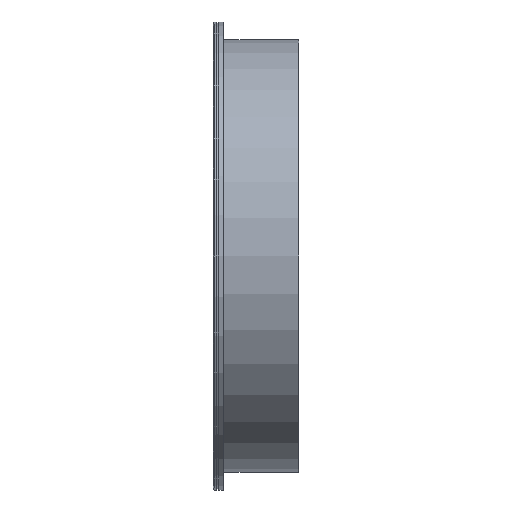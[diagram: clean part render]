
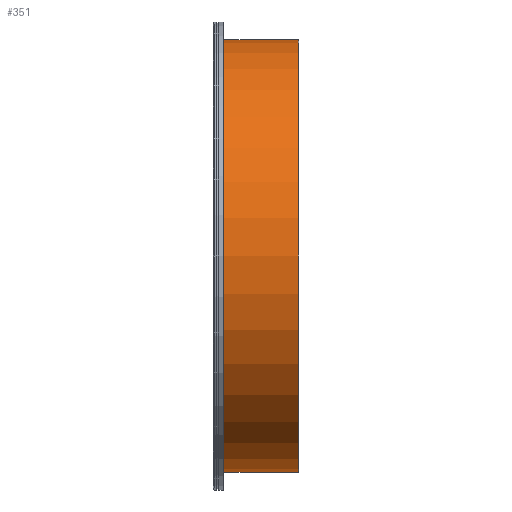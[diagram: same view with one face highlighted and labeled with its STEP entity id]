
A CAD part, front view. The second image highlights one B-rep face of the part: STEP entity #351.
In plain terms, the highlighted cylindrical face has radius 254 mm (diameter 508 mm), a full revolution.
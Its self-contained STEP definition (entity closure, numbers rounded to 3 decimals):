
#29=LINE('',#607,#38);
#38=VECTOR('',#471,254.);
#47=CYLINDRICAL_SURFACE('',#396,254.);
#55=FACE_OUTER_BOUND('',#74,.T.);
#74=EDGE_LOOP('',(#245,#246,#247,#248,#249,#250,#251,#252));
#98=CIRCLE('',#390,254.);
#99=CIRCLE('',#391,254.);
#103=CIRCLE('',#395,254.);
#104=CIRCLE('',#397,254.);
#105=CIRCLE('',#398,254.);
#106=CIRCLE('',#399,254.);
#143=VERTEX_POINT('',#594);
#144=VERTEX_POINT('',#595);
#145=VERTEX_POINT('',#597);
#148=VERTEX_POINT('',#606);
#149=VERTEX_POINT('',#608);
#150=VERTEX_POINT('',#610);
#184=EDGE_CURVE('',#143,#144,#98,.T.);
#185=EDGE_CURVE('',#144,#145,#99,.T.);
#189=EDGE_CURVE('',#145,#143,#103,.T.);
#190=EDGE_CURVE('',#144,#148,#29,.T.);
#191=EDGE_CURVE('',#149,#148,#104,.T.);
#192=EDGE_CURVE('',#150,#149,#105,.T.);
#193=EDGE_CURVE('',#148,#150,#106,.T.);
#245=ORIENTED_EDGE('',*,*,#184,.F.);
#246=ORIENTED_EDGE('',*,*,#189,.F.);
#247=ORIENTED_EDGE('',*,*,#185,.F.);
#248=ORIENTED_EDGE('',*,*,#190,.T.);
#249=ORIENTED_EDGE('',*,*,#191,.F.);
#250=ORIENTED_EDGE('',*,*,#192,.F.);
#251=ORIENTED_EDGE('',*,*,#193,.F.);
#252=ORIENTED_EDGE('',*,*,#190,.F.);
#351=ADVANCED_FACE('',(#55),#47,.T.);
#390=AXIS2_PLACEMENT_3D('',#596,#457,#458);
#391=AXIS2_PLACEMENT_3D('',#598,#459,#460);
#395=AXIS2_PLACEMENT_3D('',#604,#467,#468);
#396=AXIS2_PLACEMENT_3D('',#605,#469,#470);
#397=AXIS2_PLACEMENT_3D('',#609,#472,#473);
#398=AXIS2_PLACEMENT_3D('',#611,#474,#475);
#399=AXIS2_PLACEMENT_3D('',#612,#476,#477);
#457=DIRECTION('center_axis',(-1.,0.,0.));
#458=DIRECTION('ref_axis',(0.,1.,0.));
#459=DIRECTION('center_axis',(-1.,0.,0.));
#460=DIRECTION('ref_axis',(0.,1.,0.));
#467=DIRECTION('center_axis',(-1.,0.,0.));
#468=DIRECTION('ref_axis',(0.,1.,0.));
#469=DIRECTION('center_axis',(-1.,0.,0.));
#470=DIRECTION('ref_axis',(0.,-1.,0.));
#471=DIRECTION('',(1.,0.,0.));
#472=DIRECTION('center_axis',(1.,0.,0.));
#473=DIRECTION('ref_axis',(0.,1.,0.));
#474=DIRECTION('center_axis',(1.,0.,0.));
#475=DIRECTION('ref_axis',(0.,1.,0.));
#476=DIRECTION('center_axis',(1.,0.,0.));
#477=DIRECTION('ref_axis',(0.,1.,0.));
#594=CARTESIAN_POINT('',(-87.7,0.,0.));
#595=CARTESIAN_POINT('',(-87.7,508.,0.));
#596=CARTESIAN_POINT('Origin',(-87.7,254.,0.));
#597=CARTESIAN_POINT('',(-87.7,254.,-254.));
#598=CARTESIAN_POINT('Origin',(-87.7,254.,0.));
#604=CARTESIAN_POINT('Origin',(-87.7,254.,0.));
#605=CARTESIAN_POINT('Origin',(-44.,254.,0.));
#606=CARTESIAN_POINT('',(-0.3,508.,0.));
#607=CARTESIAN_POINT('',(-44.,508.,0.));
#608=CARTESIAN_POINT('',(-0.3,254.,-254.));
#609=CARTESIAN_POINT('Origin',(-0.3,254.,0.));
#610=CARTESIAN_POINT('',(-0.3,0.,0.));
#611=CARTESIAN_POINT('Origin',(-0.3,254.,0.));
#612=CARTESIAN_POINT('Origin',(-0.3,254.,0.));
